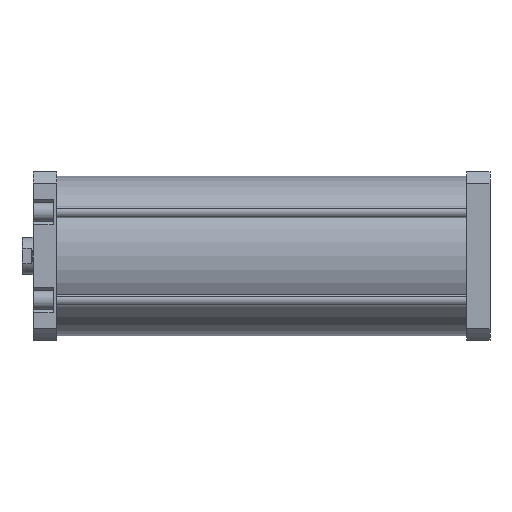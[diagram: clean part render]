
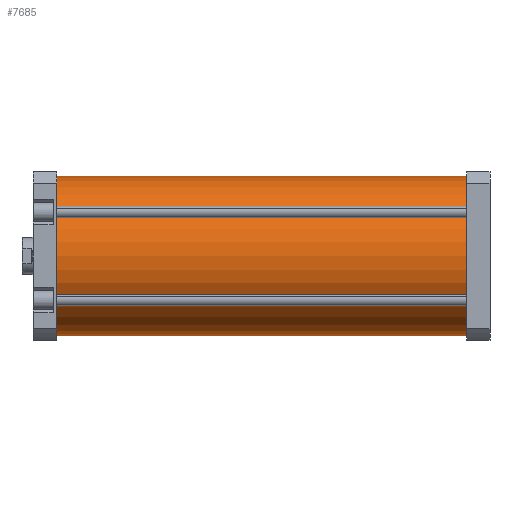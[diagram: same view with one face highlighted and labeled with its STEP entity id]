
A CAD part, front view. The second image highlights one B-rep face of the part: STEP entity #7685.
In plain terms, the highlighted cylindrical face has radius 85 mm (diameter 170 mm), a partial arc.
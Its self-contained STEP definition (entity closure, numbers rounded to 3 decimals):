
#10 = VERTEX_POINT ( 'NONE', #273 ) ;
#16 = VERTEX_POINT ( 'NONE', #279 ) ;
#18 = VERTEX_POINT ( 'NONE', #281 ) ;
#21 = VERTEX_POINT ( 'NONE', #284 ) ;
#273 = CARTESIAN_POINT ( 'NONE',  ( -85., 0., 0. ) ) ;
#279 = CARTESIAN_POINT ( 'NONE',  ( 85., 0., 437. ) ) ;
#281 = CARTESIAN_POINT ( 'NONE',  ( 85., 0., 0. ) ) ;
#284 = CARTESIAN_POINT ( 'NONE',  ( -85., 0., 437. ) ) ;
#1626 = CIRCLE ( 'NONE', #2080, 85. ) ;
#1748 = EDGE_CURVE ( 'NONE', #16, #18, #1879, .T. ) ;
#1749 = EDGE_CURVE ( 'NONE', #10, #18, #1626, .T. ) ;
#1783 = EDGE_CURVE ( 'NONE', #21, #16, #3764, .T. ) ;
#1785 = EDGE_CURVE ( 'NONE', #21, #10, #3760, .T. ) ;
#1876 = VECTOR ( 'NONE', #2732, 1000. ) ;
#1879 = LINE ( 'NONE', #2731, #1876 ) ;
#2080 = AXIS2_PLACEMENT_3D ( 'NONE', #2733, #2734, #2735 ) ;
#2084 = AXIS2_PLACEMENT_3D ( 'NONE', #2822, #2824, #2825 ) ;
#2366 = AXIS2_PLACEMENT_3D ( 'NONE', #6773, #6772, #6771 ) ;
#2731 = CARTESIAN_POINT ( 'NONE',  ( 85., 0., 437. ) ) ;
#2732 = DIRECTION ( 'NONE',  ( 0., 0., -1. ) ) ;
#2733 = CARTESIAN_POINT ( 'NONE',  ( 0., 0., 0. ) ) ;
#2734 = DIRECTION ( 'NONE',  ( 0., 0., 1. ) ) ;
#2735 = DIRECTION ( 'NONE',  ( 1., 0., 0. ) ) ;
#2822 = CARTESIAN_POINT ( 'NONE',  ( 0., 0., 437. ) ) ;
#2824 = DIRECTION ( 'NONE',  ( 0., 0., 1. ) ) ;
#2825 = DIRECTION ( 'NONE',  ( 1., 0., 0. ) ) ;
#2829 = CARTESIAN_POINT ( 'NONE',  ( -85., 0., 437. ) ) ;
#2830 = DIRECTION ( 'NONE',  ( 0., 0., -1. ) ) ;
#3760 = LINE ( 'NONE', #2829, #3763 ) ;
#3763 = VECTOR ( 'NONE', #2830, 1000. ) ;
#3764 = CIRCLE ( 'NONE', #2084, 85. ) ;
#4319 = CYLINDRICAL_SURFACE ( 'NONE', #2366, 85. ) ;
#4320 = FACE_OUTER_BOUND ( 'NONE', #6549, .T. ) ;
#6039 = ORIENTED_EDGE ( 'NONE', *, *, #1783, .F. ) ;
#6043 = ORIENTED_EDGE ( 'NONE', *, *, #1749, .T. ) ;
#6052 = ORIENTED_EDGE ( 'NONE', *, *, #1785, .T. ) ;
#6060 = ORIENTED_EDGE ( 'NONE', *, *, #1748, .F. ) ;
#6549 = EDGE_LOOP ( 'NONE', ( #6060, #6039, #6052, #6043 ) ) ;
#6771 = DIRECTION ( 'NONE',  ( -1., 0., 0. ) ) ;
#6772 = DIRECTION ( 'NONE',  ( 0., 0., -1. ) ) ;
#6773 = CARTESIAN_POINT ( 'NONE',  ( 0., 0., 437. ) ) ;
#7685 = ADVANCED_FACE ( 'NONE', ( #4320 ), #4319, .T. ) ;
